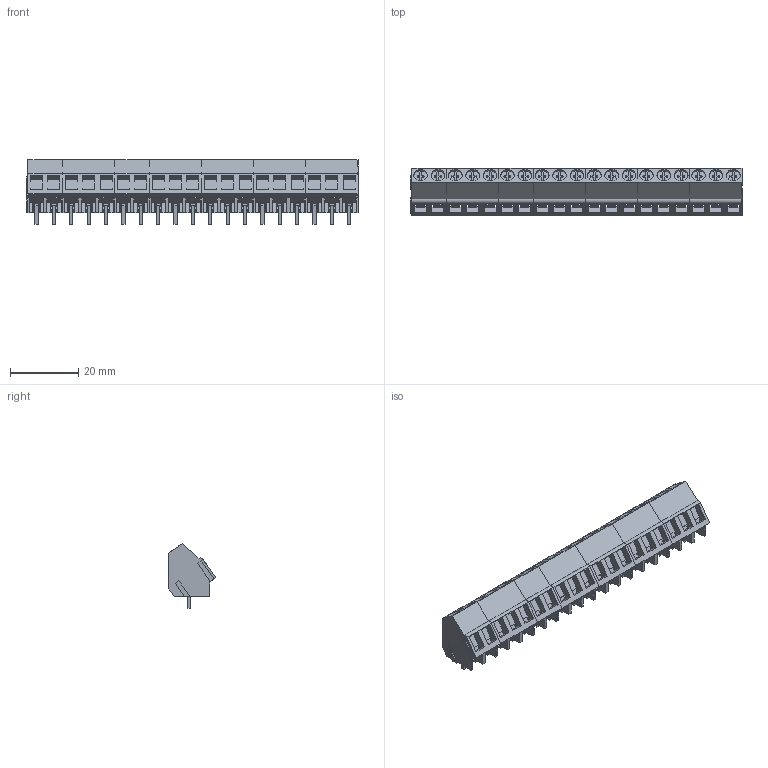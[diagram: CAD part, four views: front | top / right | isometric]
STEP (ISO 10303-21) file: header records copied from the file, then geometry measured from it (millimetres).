
FILE_DESCRIPTION(('CATIA V5 STEP Exchange','CAx-IF Rec.Pracs.--- Model Styling and Organization---1.2---2011-12-15'),'2;1');
FILE_NAME ('D1465168_0_9994700000_9994700000.stp','2018-03-31T05:15:46+00:00',('none'),('Weidmueller'),'CATIA Version 5-6 Release 2014','CATIA V5 STEP AP214','none');
FILE_SCHEMA(('AUTOMOTIVE_DESIGN { 1 0 10303 214 1 1 1 1 }'));
Length unit declared in the file: millimetre
Products named in the file (1): 9994700000
Bounding box: 97.07 x 13.9 x 19 mm (x, y, z)
Volume: 11184.4 mm3; surface area: 12850 mm2
Topology: 45 solids, 45 shells, 1557 faces, 4344 edges, 2896 vertices
Faces by surface type: plane 1436, cylinder 121
Entity records: 46858 total; most frequent: ORIENTED_EDGE 8688, CARTESIAN_POINT 8389, DIRECTION 6622, EDGE_CURVE 4344, VECTOR 4026, LINE 4026, VERTEX_POINT 2896, EDGE_LOOP 1614
